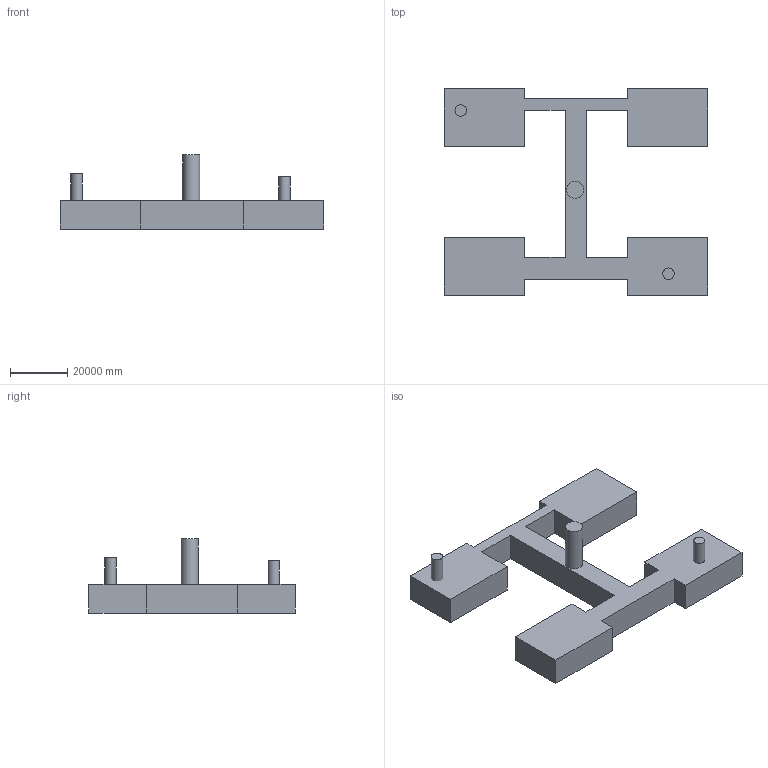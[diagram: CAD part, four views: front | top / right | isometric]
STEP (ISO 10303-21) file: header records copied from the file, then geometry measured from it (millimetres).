
FILE_DESCRIPTION(('FreeCAD Model'),'2;1');
FILE_NAME('Open CASCADE Shape Model','2025-09-15T19:30:36',(''),(''), 'Open CASCADE STEP processor 7.8','FreeCAD','Unknown');
FILE_SCHEMA(('AUTOMOTIVE_DESIGN { 1 0 10303 214 1 1 1 1 }'));
Length unit declared in the file: millimetre
Products named in the file (2): Common; Cylinder002
Bounding box: 92000 x 72000 x 25912 mm (x, y, z)
Volume: 31058217587844.3 mm3; surface area: 12561009017.4 mm2
Topology: 2 solids, 2 shells, 37 faces, 93 edges, 62 vertices
Faces by surface type: plane 34, cylinder 3
Full cylindrical faces by diameter (mm): 4000 x2, 6000 x1
Entity records: 1431 total; most frequent: CARTESIAN_POINT 193, ORIENTED_EDGE 186, DIRECTION 175, EDGE_CURVE 93, LINE 87, VECTOR 87, VERTEX_POINT 62, AXIS2_PLACEMENT_3D 44
